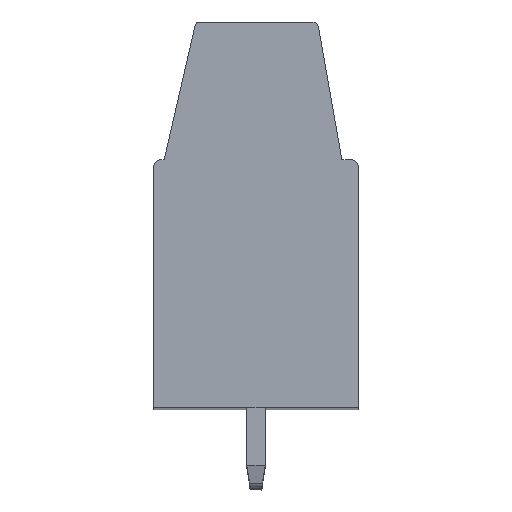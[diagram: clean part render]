
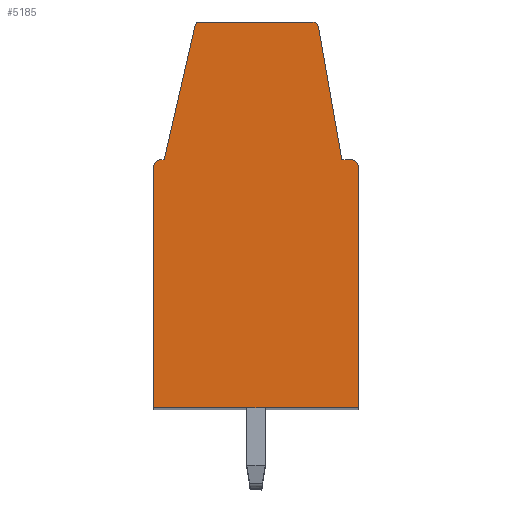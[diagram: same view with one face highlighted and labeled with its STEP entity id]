
A CAD part, top view. The second image highlights one B-rep face of the part: STEP entity #5185.
In plain terms, the highlighted planar face has unit normal (0, 0, 1).
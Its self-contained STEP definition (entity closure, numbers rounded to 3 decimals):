
#24=DIRECTION('',(0.225,0.974,0.));
#25=VECTOR('',#24,5.999);
#26=CARTESIAN_POINT('',(-4.,3.55,47.5));
#27=LINE('',#26,#25);
#28=CARTESIAN_POINT('',(-2.456,9.35,47.5));
#29=DIRECTION('',(0.,0.,-1.));
#30=DIRECTION('',(-0.974,0.225,0.));
#31=AXIS2_PLACEMENT_3D('',#28,#29,#30);
#33=DIRECTION('',(1.,0.,0.));
#34=VECTOR('',#33,4.886);
#35=CARTESIAN_POINT('',(-2.456,9.55,47.5));
#36=LINE('',#35,#34);
#37=CARTESIAN_POINT('',(2.43,9.25,47.5));
#38=DIRECTION('',(0.,0.,-1.));
#39=DIRECTION('',(0.,1.,0.));
#40=AXIS2_PLACEMENT_3D('',#37,#38,#39);
#42=DIRECTION('',(0.174,-0.985,0.));
#43=VECTOR('',#42,5.841);
#44=CARTESIAN_POINT('',(2.726,9.302,47.5));
#45=LINE('',#44,#43);
#46=DIRECTION('',(1.,0.,0.));
#47=VECTOR('',#46,0.41);
#48=CARTESIAN_POINT('',(3.74,3.55,47.5));
#49=LINE('',#48,#47);
#50=CARTESIAN_POINT('',(4.15,3.25,47.5));
#51=DIRECTION('',(0.,0.,-1.));
#52=DIRECTION('',(0.,1.,0.));
#53=AXIS2_PLACEMENT_3D('',#50,#51,#52);
#55=DIRECTION('',(0.,-1.,0.));
#56=VECTOR('',#55,10.5);
#57=CARTESIAN_POINT('',(4.45,3.25,47.5));
#58=LINE('',#57,#56);
#59=DIRECTION('',(-1.,0.,0.));
#60=VECTOR('',#59,8.9);
#61=CARTESIAN_POINT('',(4.45,-7.25,47.5));
#62=LINE('',#61,#60);
#63=DIRECTION('',(0.,1.,0.));
#64=VECTOR('',#63,10.5);
#65=CARTESIAN_POINT('',(-4.45,-7.25,47.5));
#66=LINE('',#65,#64);
#67=CARTESIAN_POINT('',(-4.15,3.25,47.5));
#68=DIRECTION('',(0.,0.,-1.));
#69=DIRECTION('',(-1.,0.,0.));
#70=AXIS2_PLACEMENT_3D('',#67,#68,#69);
#72=DIRECTION('',(1.,0.,0.));
#73=VECTOR('',#72,0.15);
#74=CARTESIAN_POINT('',(-4.15,3.55,47.5));
#75=LINE('',#74,#73);
#4136=CARTESIAN_POINT('',(-4.,3.55,47.5));
#4137=CARTESIAN_POINT('',(-2.651,9.395,47.5));
#4138=VERTEX_POINT('',#4136);
#4139=VERTEX_POINT('',#4137);
#4140=CARTESIAN_POINT('',(-4.15,3.55,47.5));
#4141=VERTEX_POINT('',#4140);
#4142=CARTESIAN_POINT('',(-4.45,3.25,47.5));
#4143=VERTEX_POINT('',#4142);
#4144=CARTESIAN_POINT('',(-4.45,-7.25,47.5));
#4145=VERTEX_POINT('',#4144);
#4146=CARTESIAN_POINT('',(4.45,-7.25,47.5));
#4147=VERTEX_POINT('',#4146);
#4148=CARTESIAN_POINT('',(4.45,3.25,47.5));
#4149=VERTEX_POINT('',#4148);
#4150=CARTESIAN_POINT('',(4.15,3.55,47.5));
#4151=VERTEX_POINT('',#4150);
#4152=CARTESIAN_POINT('',(3.74,3.55,47.5));
#4153=VERTEX_POINT('',#4152);
#4154=CARTESIAN_POINT('',(2.726,9.302,47.5));
#4155=VERTEX_POINT('',#4154);
#4156=CARTESIAN_POINT('',(2.43,9.55,47.5));
#4157=VERTEX_POINT('',#4156);
#4158=CARTESIAN_POINT('',(-2.456,9.55,47.5));
#4159=VERTEX_POINT('',#4158);
#5154=CARTESIAN_POINT('',(0.,0.,47.5));
#5155=DIRECTION('',(0.,0.,1.));
#5156=DIRECTION('',(1.,0.,0.));
#5157=AXIS2_PLACEMENT_3D('',#5154,#5155,#5156);
#5158=PLANE('',#5157);
#5160=ORIENTED_EDGE('',*,*,#5159,.T.);
#5162=ORIENTED_EDGE('',*,*,#5161,.T.);
#5164=ORIENTED_EDGE('',*,*,#5163,.T.);
#5166=ORIENTED_EDGE('',*,*,#5165,.T.);
#5168=ORIENTED_EDGE('',*,*,#5167,.T.);
#5170=ORIENTED_EDGE('',*,*,#5169,.T.);
#5172=ORIENTED_EDGE('',*,*,#5171,.T.);
#5174=ORIENTED_EDGE('',*,*,#5173,.T.);
#5176=ORIENTED_EDGE('',*,*,#5175,.T.);
#5178=ORIENTED_EDGE('',*,*,#5177,.T.);
#5180=ORIENTED_EDGE('',*,*,#5179,.T.);
#5182=ORIENTED_EDGE('',*,*,#5181,.T.);
#5183=EDGE_LOOP('',(#5160,#5162,#5164,#5166,#5168,#5170,#5172,#5174,#5176,#5178,
#5180,#5182));
#5184=FACE_OUTER_BOUND('',#5183,.F.);
#32=CIRCLE('',#31,0.2);
#41=CIRCLE('',#40,0.3);
#54=CIRCLE('',#53,0.3);
#71=CIRCLE('',#70,0.3);
#5159=EDGE_CURVE('',#4138,#4139,#27,.T.);
#5161=EDGE_CURVE('',#4139,#4159,#32,.T.);
#5163=EDGE_CURVE('',#4159,#4157,#36,.T.);
#5165=EDGE_CURVE('',#4157,#4155,#41,.T.);
#5167=EDGE_CURVE('',#4155,#4153,#45,.T.);
#5169=EDGE_CURVE('',#4153,#4151,#49,.T.);
#5171=EDGE_CURVE('',#4151,#4149,#54,.T.);
#5173=EDGE_CURVE('',#4149,#4147,#58,.T.);
#5175=EDGE_CURVE('',#4147,#4145,#62,.T.);
#5177=EDGE_CURVE('',#4145,#4143,#66,.T.);
#5179=EDGE_CURVE('',#4143,#4141,#71,.T.);
#5181=EDGE_CURVE('',#4141,#4138,#75,.T.);
#5185=ADVANCED_FACE('',(#5184),#5158,.T.);
